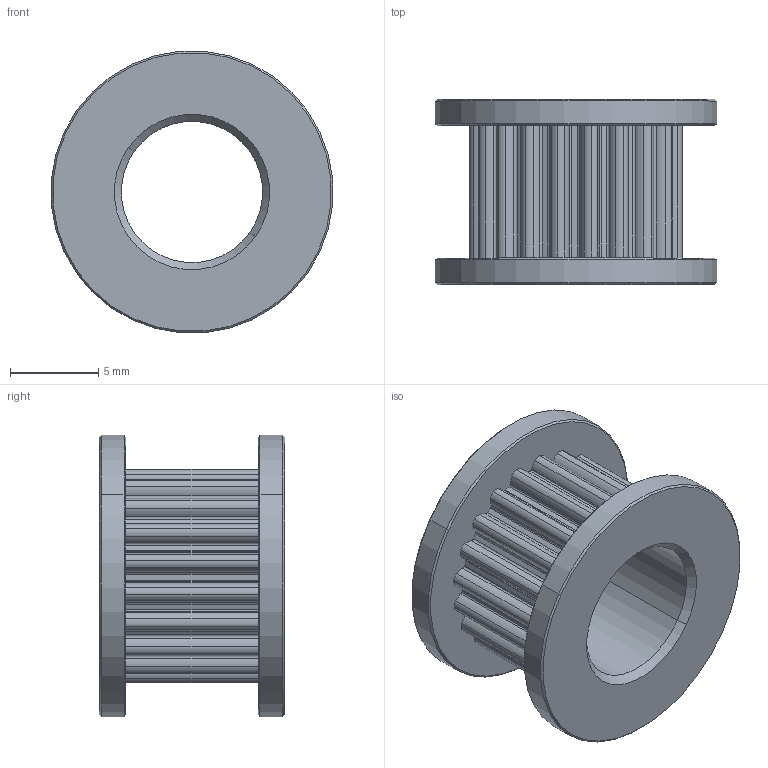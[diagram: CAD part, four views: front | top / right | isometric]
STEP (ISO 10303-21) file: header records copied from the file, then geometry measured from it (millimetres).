
FILE_DESCRIPTION (( 'STEP AP214' ), '1' );
FILE_NAME ('GT2 Timing Idler Pulley, Configurable, 20T W6 B8 With T.STEP', '2020-09-21T20:49:25', ( '' ), ( '' ), 'SwSTEP 2.0', 'SolidWorks 2018', '' );
FILE_SCHEMA (( 'AUTOMOTIVE_DESIGN' ));
Length unit declared in the file: millimetre
Products named in the file (2): Body, GT2 Timing Idler Pulley, Configurable_20T W6 B8 With T; GT2 Timing Idler Pulley, Configurable, 20T W6 B8 With T
Assembly tree (1 placements, depth 2):
  GT2 Timing Idler Pulley, Configurable, 20T W6 B8 With T
    Body, GT2 Timing Idler Pulley, Configurable_20T W6 B8 With T
Bounding box: 15.94 x 10.5 x 15.94 mm (x, y, z)
Volume: 848.9 mm3; surface area: 1276.8 mm2
Topology: 1 solids, 1 shells, 183 faces, 525 edges, 346 vertices
Faces by surface type: cylinder 167, cone 12, plane 4
Entity records: 6259 total; most frequent: DIRECTION 1245, CARTESIAN_POINT 1058, ORIENTED_EDGE 1050, AXIS2_PLACEMENT_3D 533, EDGE_CURVE 525, CIRCLE 346, VERTEX_POINT 346, EDGE_LOOP 187
